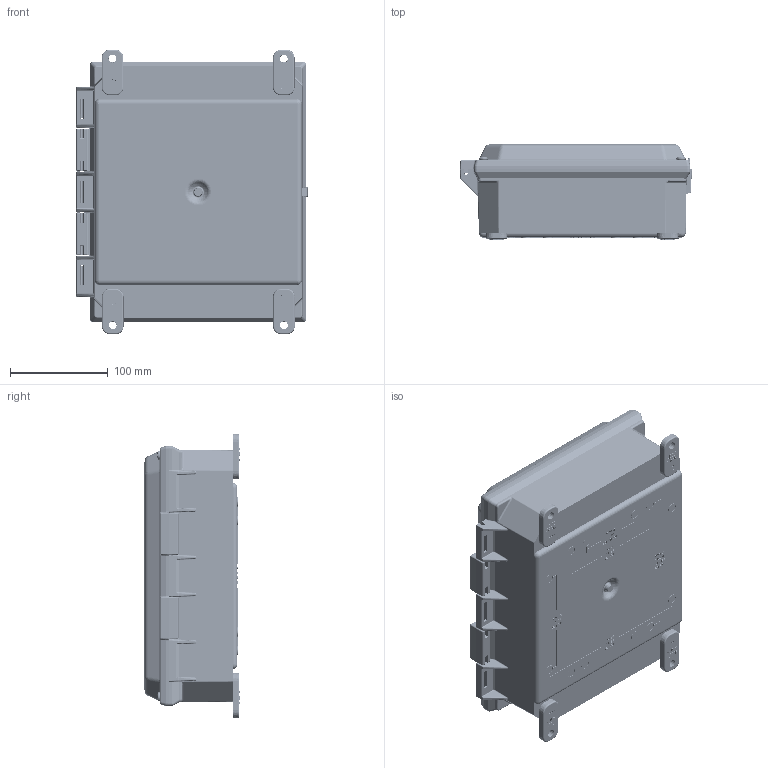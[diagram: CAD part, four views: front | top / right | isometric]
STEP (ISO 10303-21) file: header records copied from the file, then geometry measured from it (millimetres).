
FILE_DESCRIPTION (( 'STEP AP203' ), '1' );
FILE_NAME ('AMP1082.step', '2015-12-23T20:43:20', ( '' ), ( '' ), 'SwSTEP 2.0', 'SolidWorks 2014', '' );
FILE_SCHEMA (( 'CONFIG_CONTROL_DESIGN' ));
Length unit declared in the file: inch
Products named in the file (18): 70-1032342316_70-1032342316; WP1082B_box; AMP1082; 70-007ORING; 70-60250; CMSO316; WP1082BI12; 70-60822PC-1; 2317001_Gray Polycarbonate; 55-1032516_PreviewCfg; WP1084C; 2381001; 2317001_WP1084C FIP Gasket Profile; WUFOOT; 2317200; 55-103212316; WGP1084C; W4-NUFS316
Assembly tree (37 placements, depth 4):
  AMP1082
    WP1082BI12
      WP1082B_box
      70-60250  x12
    WGP1084C
      WP1084C
        2317001_Gray Polycarbonate
      2317200
        2317001_WP1084C FIP Gasket Profile
    CMSO316  x4
      70-1032342316_70-1032342316
      70-007ORING
    70-60822PC-1
    55-1032516_PreviewCfg  x4
    W4-NUFS316  x4
      WUFOOT
        2381001
      55-103212316
Bounding box: 237.37 x 97.33 x 291.28 mm (x, y, z)
Volume: 1228631.7 mm3; surface area: 703065 mm2
Topology: 37 solids, 37 shells, 6659 faces, 17290 edges, 11039 vertices
Faces by surface type: plane 2814, cylinder 1509, bspline 1364, cone 658, torus 183, sphere 131
Entity records: 198661 total; most frequent: CARTESIAN_POINT 90892, ORIENTED_EDGE 24136, DIRECTION 18259, EDGE_CURVE 12068, VERTEX_POINT 7671, VECTOR 7207, LINE 7207, AXIS2_PLACEMENT_3D 5526
